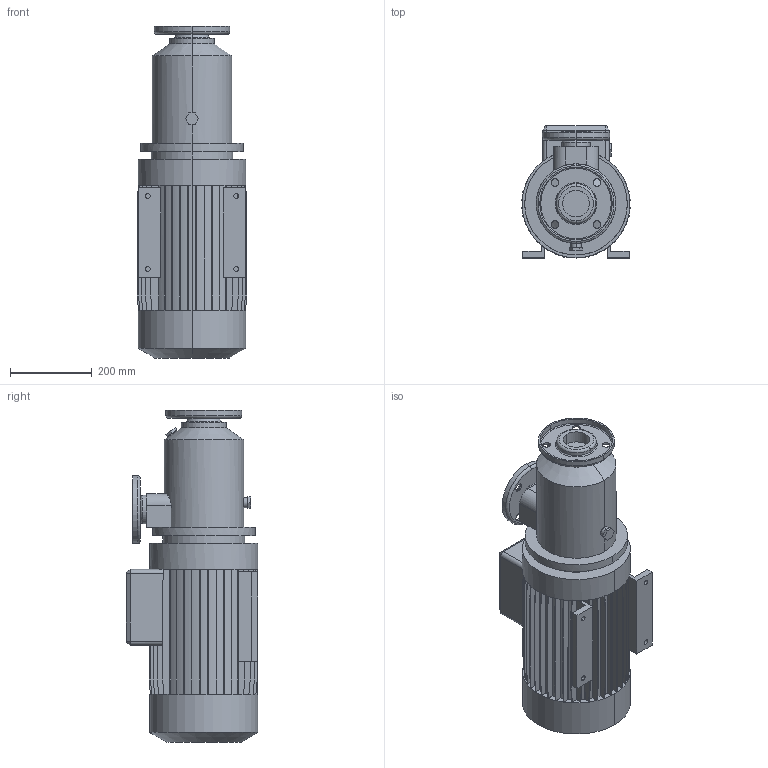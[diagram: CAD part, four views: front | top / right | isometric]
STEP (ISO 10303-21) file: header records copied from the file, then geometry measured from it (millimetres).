
FILE_DESCRIPTION (( 'STEP AP214' ), '1' );
FILE_NAME ('10017486swp01.step', '2024-04-10T14:42:53', ( '' ), ( '' ), 'SwSTEP 2.0', 'SolidWorks 2023', '' );
FILE_SCHEMA (( 'AUTOMOTIVE_DESIGN' ));
Length unit declared in the file: millimetre
Products named in the file (1): 10017486swp01
Bounding box: 267.77 x 322 x 810 mm (x, y, z)
Volume: 35169536.7 mm3; surface area: 1314726.1 mm2
Topology: 2 solids, 2 shells, 404 faces, 1110 edges, 726 vertices
Faces by surface type: plane 272, cylinder 104, torus 16, cone 12
Entity records: 13151 total; most frequent: CARTESIAN_POINT 2584, ORIENTED_EDGE 2220, DIRECTION 2162, EDGE_CURVE 1110, LINE 846, VECTOR 846, VERTEX_POINT 726, AXIS2_PLACEMENT_3D 658
